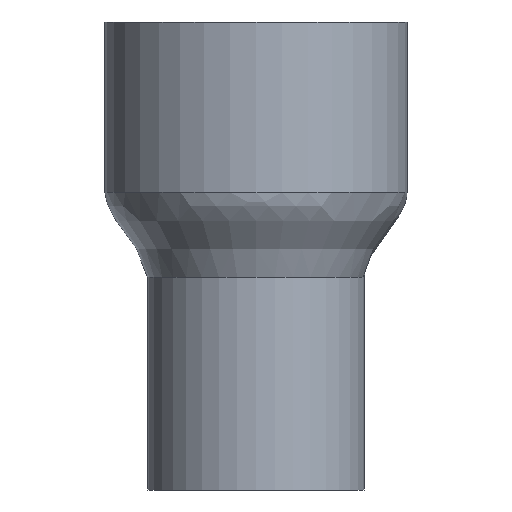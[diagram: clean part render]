
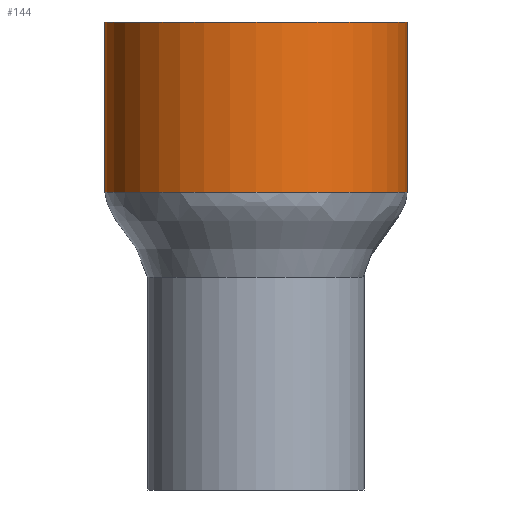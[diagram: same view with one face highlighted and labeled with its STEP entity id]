
A CAD part, front view. The second image highlights one B-rep face of the part: STEP entity #144.
In plain terms, the highlighted cylindrical face has radius 35.5 mm (diameter 71 mm), a full revolution.
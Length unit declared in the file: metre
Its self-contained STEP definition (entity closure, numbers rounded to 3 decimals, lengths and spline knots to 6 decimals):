
#12=CYLINDRICAL_SURFACE('',#199,0.0355);
#40=ORIENTED_EDGE('',*,*,#56,.F.);
#41=ORIENTED_EDGE('',*,*,#57,.T.);
#56=EDGE_CURVE('',#68,#68,#78,.T.);
#57=EDGE_CURVE('',#69,#69,#79,.T.);
#68=VERTEX_POINT('',#847);
#69=VERTEX_POINT('',#849);
#78=CIRCLE('',#200,0.0355);
#79=CIRCLE('',#201,0.0355);
#98=EDGE_LOOP('',(#40));
#99=EDGE_LOOP('',(#41));
#122=FACE_BOUND('',#98,.T.);
#123=FACE_BOUND('',#99,.T.);
#144=ADVANCED_FACE('',(#122,#123),#12,.T.);
#199=AXIS2_PLACEMENT_3D('',#845,#237,#238);
#200=AXIS2_PLACEMENT_3D('',#846,#239,#240);
#201=AXIS2_PLACEMENT_3D('',#848,#241,#242);
#237=DIRECTION('',(0.,0.,-1.));
#238=DIRECTION('',(-1.,0.,0.));
#239=DIRECTION('',(0.,0.,1.));
#240=DIRECTION('',(1.,0.,0.));
#241=DIRECTION('',(0.,0.,1.));
#242=DIRECTION('',(1.,0.,0.));
#845=CARTESIAN_POINT('',(0.010312,0.000322,0.06));
#846=CARTESIAN_POINT('',(0.010312,0.000322,0.06));
#847=CARTESIAN_POINT('',(0.045812,0.000322,0.06));
#848=CARTESIAN_POINT('',(0.010312,0.000322,0.02));
#849=CARTESIAN_POINT('',(0.045812,0.000322,0.02));
